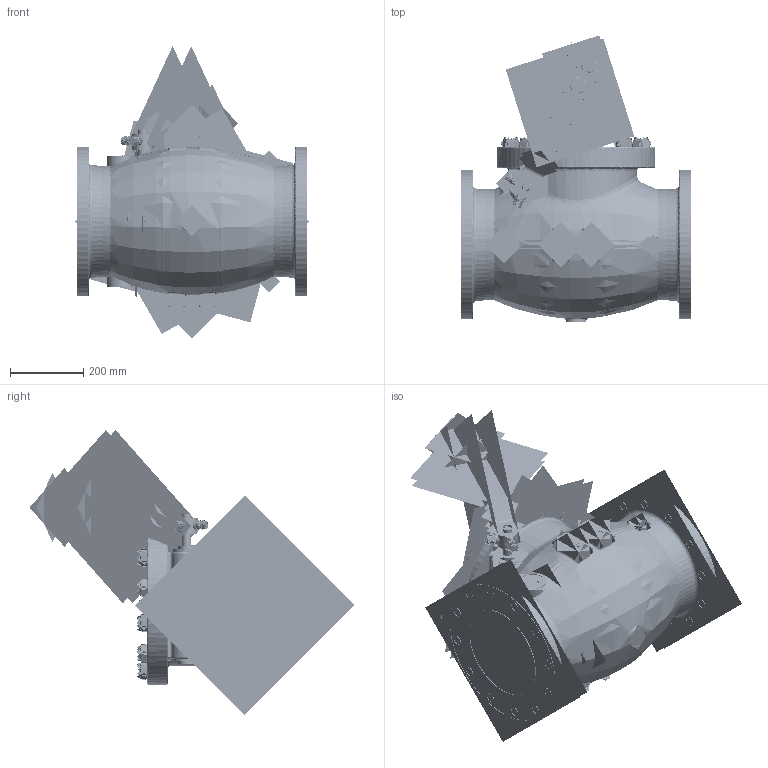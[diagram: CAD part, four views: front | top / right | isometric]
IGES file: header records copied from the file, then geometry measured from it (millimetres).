
Start section:  PTC IGES file: swing_check_valve_80001-flxfl-o_asm.igs
Global section: file name: swing_check_valve_80001-flxfl-o_asm.igs; native system: Creo Parametric by Parametric Technology Corporation; preprocessor: 2013050; author: HAPPY; organization: Unknown; date: 20161221.163816; units: inch
Bounding box: 635.21 x 884.93 x 795.35 mm (x, y, z)
Volume: 34726168.3 mm3; surface area: 16808980.9 mm2
Topology: 49 solids, 49 shells, 2998 faces, 14882 edges, 18803 vertices
Faces by surface type: revolution 1996, bspline 1002
